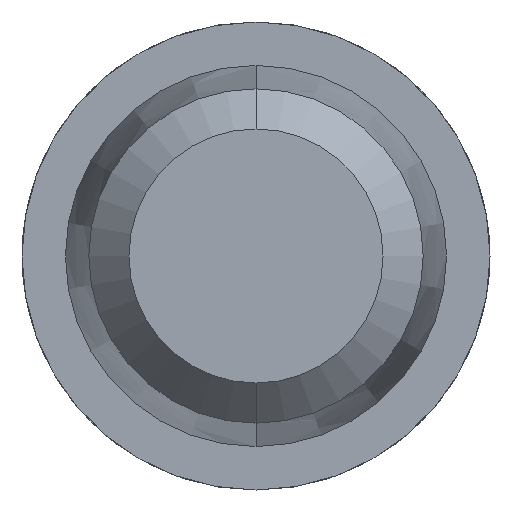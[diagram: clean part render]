
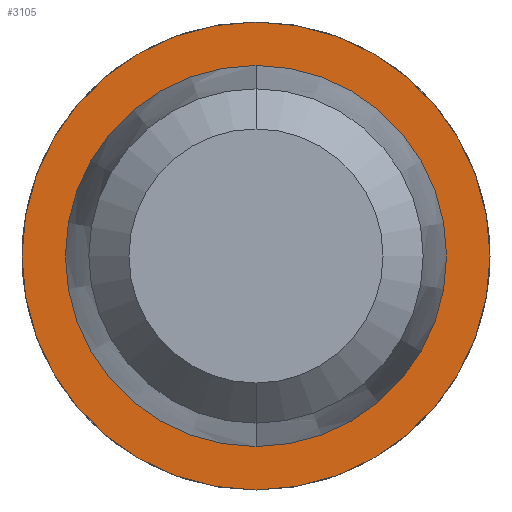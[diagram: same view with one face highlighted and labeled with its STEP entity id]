
A CAD part, front view. The second image highlights one B-rep face of the part: STEP entity #3105.
In plain terms, the highlighted planar face has unit normal (0, -1, 0).
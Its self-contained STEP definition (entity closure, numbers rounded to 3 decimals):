
#11 = DIRECTION ( 'NONE',  ( 0., -1., 0. ) ) ;
#46 = EDGE_CURVE ( 'Defeature ausgef�hrt2_13+Defeature ausgef�hrt2_14+Defeature ausgef�hrt2_14+Defeature ausgef�hrt2_14', #186, #3482, #326, .T. ) ;
#186 = VERTEX_POINT ( 'NONE', #2824 ) ;
#188 = CARTESIAN_POINT ( 'NONE',  ( 0., 26., 0.57 ) ) ;
#240 = FACE_OUTER_BOUND ( 'NONE', #2403, .T. ) ;
#326 = CIRCLE ( 'NONE', #3916, 0.7 ) ;
#340 = CIRCLE ( 'NONE', #2655, 0.7 ) ;
#355 = DIRECTION ( 'NONE',  ( 0., -1., 0. ) ) ;
#413 = ORIENTED_EDGE ( 'NONE', *, *, #3609, .T. ) ;
#483 = DIRECTION ( 'NONE',  ( 0., -1., 0. ) ) ;
#572 = PLANE ( 'NONE',  #1684 ) ;
#958 = CARTESIAN_POINT ( 'NONE',  ( 0., 26., -0.57 ) ) ;
#968 = CIRCLE ( 'NONE', #2261, 0.57 ) ;
#1022 = VERTEX_POINT ( 'NONE', #188 ) ;
#1031 = AXIS2_PLACEMENT_3D ( 'NONE', #2064, #483, #3359 ) ;
#1227 = DIRECTION ( 'NONE',  ( 0., 0., -1. ) ) ;
#1406 = ORIENTED_EDGE ( 'NONE', *, *, #46, .T. ) ;
#1445 = ORIENTED_EDGE ( 'NONE', *, *, #3572, .F. ) ;
#1458 = DIRECTION ( 'NONE',  ( 0., -1., 0. ) ) ;
#1574 = CARTESIAN_POINT ( 'NONE',  ( 0., 26., 0. ) ) ;
#1684 = AXIS2_PLACEMENT_3D ( 'NONE', #2441, #1458, #3651 ) ;
#1972 = CARTESIAN_POINT ( 'NONE',  ( 0., 26., 0. ) ) ;
#2014 = EDGE_LOOP ( 'NONE', ( #3229, #1445 ) ) ;
#2064 = CARTESIAN_POINT ( 'NONE',  ( 0., 26., 0. ) ) ;
#2261 = AXIS2_PLACEMENT_3D ( 'NONE', #1972, #3169, #2862 ) ;
#2403 = EDGE_LOOP ( 'NONE', ( #413, #1406 ) ) ;
#2441 = CARTESIAN_POINT ( 'NONE',  ( 0.57, 26., 0. ) ) ;
#2516 = DIRECTION ( 'NONE',  ( 0., 0., -1. ) ) ;
#2655 = AXIS2_PLACEMENT_3D ( 'NONE', #2758, #11, #1227 ) ;
#2663 = VERTEX_POINT ( 'NONE', #958 ) ;
#2758 = CARTESIAN_POINT ( 'NONE',  ( 0., 26., 0. ) ) ;
#2824 = CARTESIAN_POINT ( 'NONE',  ( 0., 26., 0.7 ) ) ;
#2862 = DIRECTION ( 'NONE',  ( 0., 0., -1. ) ) ;
#3105 = ADVANCED_FACE ( 'Defeature ausgef�hrt2_13', ( #240, #3958 ), #572, .T. ) ;
#3169 = DIRECTION ( 'NONE',  ( 0., -1., 0. ) ) ;
#3229 = ORIENTED_EDGE ( 'NONE', *, *, #3353, .F. ) ;
#3299 = CARTESIAN_POINT ( 'NONE',  ( 0., 26., -0.7 ) ) ;
#3353 = EDGE_CURVE ( 'Defeature ausgef�hrt2_12+Defeature ausgef�hrt2_13+Defeature ausgef�hrt2_13+Defeature ausgef�hrt2_13', #1022, #2663, #968, .T. ) ;
#3359 = DIRECTION ( 'NONE',  ( 0., 0., -1. ) ) ;
#3482 = VERTEX_POINT ( 'NONE', #3299 ) ;
#3572 = EDGE_CURVE ( 'Defeature ausgef�hrt2_12+Defeature ausgef�hrt2_13+Defeature ausgef�hrt2_13+Defeature ausgef�hrt2_13', #2663, #1022, #3667, .T. ) ;
#3609 = EDGE_CURVE ( 'Defeature ausgef�hrt2_13+Defeature ausgef�hrt2_14+Defeature ausgef�hrt2_14+Defeature ausgef�hrt2_14', #3482, #186, #340, .T. ) ;
#3651 = DIRECTION ( 'NONE',  ( 0., 0., -1. ) ) ;
#3667 = CIRCLE ( 'NONE', #1031, 0.57 ) ;
#3916 = AXIS2_PLACEMENT_3D ( 'NONE', #1574, #355, #2516 ) ;
#3958 = FACE_BOUND ( 'NONE', #2014, .T. ) ;
